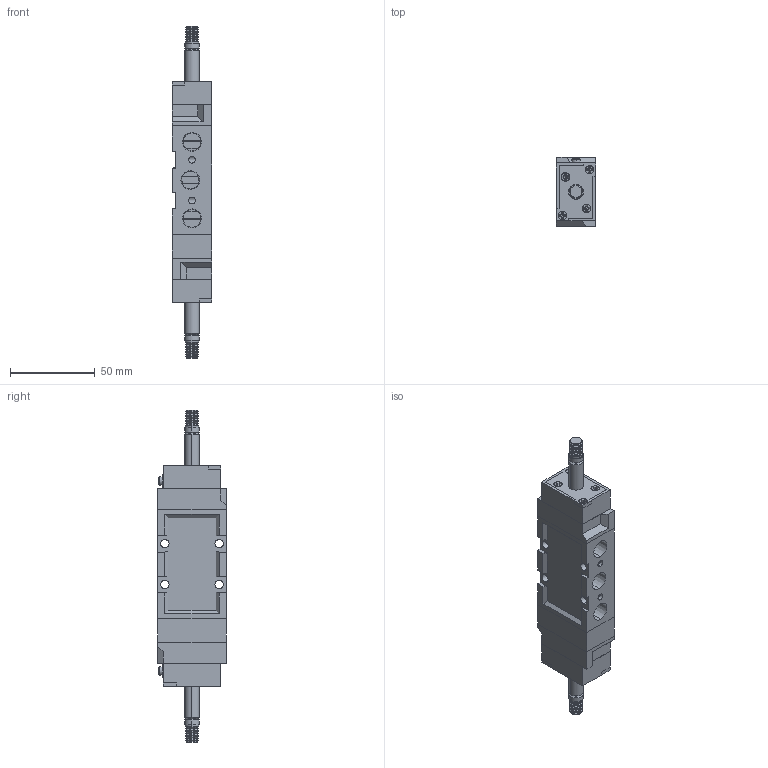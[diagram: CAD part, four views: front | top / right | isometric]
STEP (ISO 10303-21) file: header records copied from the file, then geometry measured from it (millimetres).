
FILE_DESCRIPTION (( 'STEP AP203' ), '1' );
FILE_NAME ('SN3303-IP.STEP', '2016-01-05T08:04:59', ( 'yrd8' ), ( '' ), 'SwSTEP 2.0', 'SolidWorks 2008', '' );
FILE_SCHEMA (( 'CONFIG_CONTROL_DESIGN' ));
Length unit declared in the file: millimetre
Products named in the file (5): SN3303-IP; SN3000 Body; SN3000 Block Guide_ル遽; SN3000 PPS Semi_ル遽; SF4000 Pilot_ル遽
Assembly tree (6 placements, depth 2):
  SN3303-IP
    SF4000 Pilot_ル遽  x2
    SN3000 PPS Semi_ル遽  x2
    SN3000 Block Guide_ル遽
    SN3000 Body
Bounding box: 23 x 40.5 x 195.4 mm (x, y, z)
Volume: 105806.4 mm3; surface area: 34032.9 mm2
Topology: 6 solids, 6 shells, 462 faces, 1121 edges, 714 vertices
Faces by surface type: plane 280, cylinder 92, cone 90
Entity records: 9019 total; most frequent: CARTESIAN_POINT 1600, DIRECTION 1438, ORIENTED_EDGE 1392, EDGE_CURVE 696, VECTOR 494, LINE 494, AXIS2_PLACEMENT_3D 472, VERTEX_POINT 446
